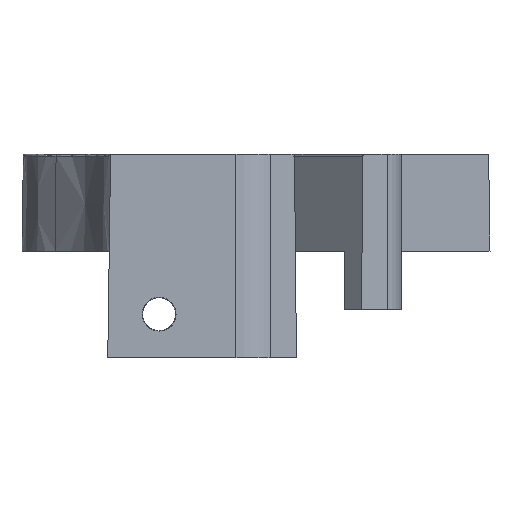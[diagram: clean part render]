
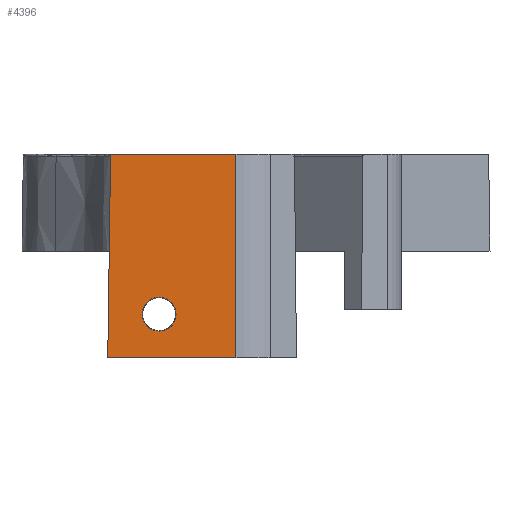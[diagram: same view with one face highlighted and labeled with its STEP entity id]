
A CAD part, front view. The second image highlights one B-rep face of the part: STEP entity #4396.
In plain terms, the highlighted planar face has unit normal (0, -1, 0).
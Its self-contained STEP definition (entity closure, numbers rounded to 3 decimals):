
#16 = DIRECTION ( 'NONE',  ( 0., -1., 0. ) ) ;
#88 = LINE ( 'NONE', #3067, #253 ) ;
#240 = EDGE_CURVE ( 'NONE', #3399, #9285, #11969, .T. ) ;
#253 = VECTOR ( 'NONE', #8577, 1000. ) ;
#491 = EDGE_CURVE ( 'NONE', #7672, #9275, #2024, .T. ) ;
#1099 = VERTEX_POINT ( 'NONE', #8156 ) ;
#1246 = AXIS2_PLACEMENT_3D ( 'NONE', #1335, #3568, #12273 ) ;
#1335 = CARTESIAN_POINT ( 'NONE',  ( -14.803, 0., 9.8 ) ) ;
#1525 = CIRCLE ( 'NONE', #1246, 0.2 ) ;
#2024 = LINE ( 'NONE', #2556, #10276 ) ;
#2113 = CARTESIAN_POINT ( 'NONE',  ( -15., 0., 10. ) ) ;
#2556 = CARTESIAN_POINT ( 'NONE',  ( -2.071, 0., 10. ) ) ;
#3067 = CARTESIAN_POINT ( 'NONE',  ( 3., 0., 10. ) ) ;
#3382 = DIRECTION ( 'NONE',  ( 0.014, 0., 1. ) ) ;
#3399 = VERTEX_POINT ( 'NONE', #10159 ) ;
#3405 = CARTESIAN_POINT ( 'NONE',  ( -15.003, 0., 9.803 ) ) ;
#3568 = DIRECTION ( 'NONE',  ( 0., 1., 0. ) ) ;
#3585 = FACE_BOUND ( 'NONE', #4612, .T. ) ;
#3660 = EDGE_CURVE ( 'NONE', #9275, #4397, #11138, .T. ) ;
#3891 = DIRECTION ( 'NONE',  ( 0., 0., -1. ) ) ;
#4198 = ORIENTED_EDGE ( 'NONE', *, *, #8990, .F. ) ;
#4205 = ORIENTED_EDGE ( 'NONE', *, *, #491, .F. ) ;
#4319 = DIRECTION ( 'NONE',  ( 0., -1., 0. ) ) ;
#4396 = ADVANCED_FACE ( 'NONE', ( #3585, #13815 ), #8649, .F. ) ;
#4397 = VERTEX_POINT ( 'NONE', #12250 ) ;
#4612 = EDGE_LOOP ( 'NONE', ( #12538, #10737 ) ) ;
#4824 = VERTEX_POINT ( 'NONE', #3405 ) ;
#4974 = VECTOR ( 'NONE', #9562, 1000. ) ;
#5435 = ORIENTED_EDGE ( 'NONE', *, *, #3660, .F. ) ;
#5454 = EDGE_CURVE ( 'NONE', #4397, #4824, #10905, .T. ) ;
#5762 = DIRECTION ( 'NONE',  ( 0., 0., 1. ) ) ;
#6281 = AXIS2_PLACEMENT_3D ( 'NONE', #6658, #4319, #8808 ) ;
#6480 = CARTESIAN_POINT ( 'NONE',  ( -10., 0., -4.75 ) ) ;
#6589 = EDGE_LOOP ( 'NONE', ( #9946, #5435, #4205, #11595, #4198 ) ) ;
#6609 = VECTOR ( 'NONE', #3382, 1000. ) ;
#6658 = CARTESIAN_POINT ( 'NONE',  ( -10., 0., -6.5 ) ) ;
#7672 = VERTEX_POINT ( 'NONE', #13180 ) ;
#8156 = CARTESIAN_POINT ( 'NONE',  ( -14.803, 0., 10. ) ) ;
#8411 = EDGE_CURVE ( 'NONE', #1099, #7672, #88, .T. ) ;
#8577 = DIRECTION ( 'NONE',  ( 1., 0., 0. ) ) ;
#8649 = PLANE ( 'NONE',  #12620 ) ;
#8808 = DIRECTION ( 'NONE',  ( 0., 0., -1. ) ) ;
#8990 = EDGE_CURVE ( 'NONE', #4824, #1099, #1525, .T. ) ;
#9060 = EDGE_CURVE ( 'NONE', #9285, #3399, #13676, .T. ) ;
#9275 = VERTEX_POINT ( 'NONE', #10900 ) ;
#9285 = VERTEX_POINT ( 'NONE', #6480 ) ;
#9562 = DIRECTION ( 'NONE',  ( -1., 0., 0. ) ) ;
#9594 = AXIS2_PLACEMENT_3D ( 'NONE', #12120, #16, #13194 ) ;
#9946 = ORIENTED_EDGE ( 'NONE', *, *, #5454, .F. ) ;
#10159 = CARTESIAN_POINT ( 'NONE',  ( -10., 0., -8.25 ) ) ;
#10276 = VECTOR ( 'NONE', #3891, 1000. ) ;
#10713 = CARTESIAN_POINT ( 'NONE',  ( -15., 0., -11. ) ) ;
#10737 = ORIENTED_EDGE ( 'NONE', *, *, #9060, .F. ) ;
#10900 = CARTESIAN_POINT ( 'NONE',  ( -2.071, 0., -11. ) ) ;
#10905 = LINE ( 'NONE', #12180, #6609 ) ;
#11138 = LINE ( 'NONE', #10713, #4974 ) ;
#11595 = ORIENTED_EDGE ( 'NONE', *, *, #8411, .F. ) ;
#11969 = CIRCLE ( 'NONE', #6281, 1.75 ) ;
#12120 = CARTESIAN_POINT ( 'NONE',  ( -10., 0., -6.5 ) ) ;
#12180 = CARTESIAN_POINT ( 'NONE',  ( -15.293, 0., -11. ) ) ;
#12250 = CARTESIAN_POINT ( 'NONE',  ( -15.293, 0., -11. ) ) ;
#12273 = DIRECTION ( 'NONE',  ( 1., 0., 0. ) ) ;
#12343 = DIRECTION ( 'NONE',  ( 0., 1., 0. ) ) ;
#12538 = ORIENTED_EDGE ( 'NONE', *, *, #240, .F. ) ;
#12620 = AXIS2_PLACEMENT_3D ( 'NONE', #2113, #12343, #5762 ) ;
#13180 = CARTESIAN_POINT ( 'NONE',  ( -2.071, 0., 10. ) ) ;
#13194 = DIRECTION ( 'NONE',  ( 0., 0., -1. ) ) ;
#13676 = CIRCLE ( 'NONE', #9594, 1.75 ) ;
#13815 = FACE_OUTER_BOUND ( 'NONE', #6589, .T. ) ;
